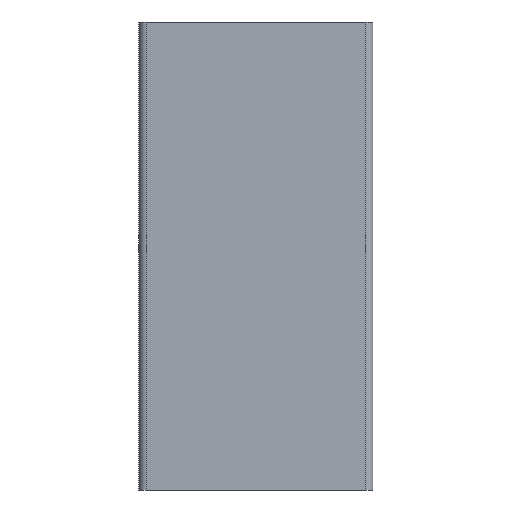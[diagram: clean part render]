
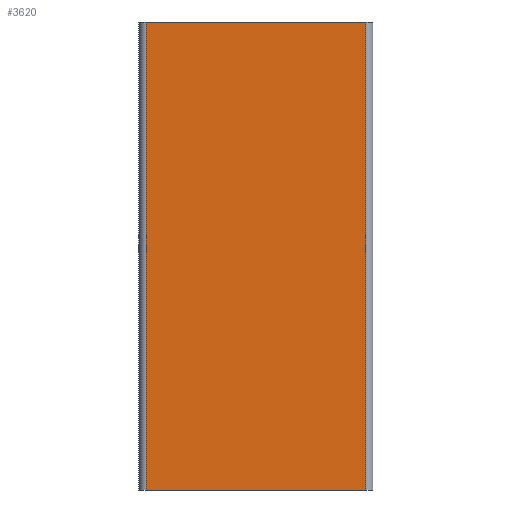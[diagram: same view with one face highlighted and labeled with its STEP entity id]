
A CAD part, left-side view. The second image highlights one B-rep face of the part: STEP entity #3620.
In plain terms, the highlighted planar face has unit normal (-1, 0, 0).
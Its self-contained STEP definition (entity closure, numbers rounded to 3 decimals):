
#410=CARTESIAN_POINT('',(36.,48.4,0.));
#420=VERTEX_POINT('',#410);
#470=CARTESIAN_POINT('',(36.,0.,0.));
#480=DIRECTION('',(0.,1.,0.));
#490=VECTOR('',#480,1.);
#500=LINE('',#470,#490);
#510=CARTESIAN_POINT('',(36.,1.6,0.));
#520=VERTEX_POINT('',#510);
#530=EDGE_CURVE('',#520,#420,#500,.T.);
#2110=CARTESIAN_POINT('',(36.,48.4,100.));
#2120=VERTEX_POINT('',#2110);
#3280=CARTESIAN_POINT('',(36.,1.6,100.));
#3290=VERTEX_POINT('',#3280);
#3320=CARTESIAN_POINT('',(36.,0.,100.));
#3330=DIRECTION('',(0.,1.,0.));
#3340=VECTOR('',#3330,1.);
#3350=LINE('',#3320,#3340);
#3360=EDGE_CURVE('',#3290,#2120,#3350,.T.);
#3410=CARTESIAN_POINT('',(36.,0.,0.));
#3420=DIRECTION('',(-1.,0.,0.));
#3430=DIRECTION('',(0.,1.,0.));
#3440=AXIS2_PLACEMENT_3D('',#3410,#3420,#3430);
#3450=PLANE('',#3440);
#3460=ORIENTED_EDGE('',*,*,#3360,.T.);
#3470=CARTESIAN_POINT('',(36.,1.6,0.));
#3480=DIRECTION('',(0.,0.,1.));
#3490=VECTOR('',#3480,1.);
#3500=LINE('',#3470,#3490);
#3510=EDGE_CURVE('',#520,#3290,#3500,.T.);
#3520=ORIENTED_EDGE('',*,*,#3510,.T.);
#3530=ORIENTED_EDGE('',*,*,#530,.F.);
#3540=CARTESIAN_POINT('',(36.,48.4,0.));
#3550=DIRECTION('',(0.,0.,1.));
#3560=VECTOR('',#3550,1.);
#3570=LINE('',#3540,#3560);
#3580=EDGE_CURVE('',#420,#2120,#3570,.T.);
#3590=ORIENTED_EDGE('',*,*,#3580,.F.);
#3600=EDGE_LOOP('',(#3590,#3530,#3520,#3460));
#3610=FACE_OUTER_BOUND('',#3600,.T.);
#3620=ADVANCED_FACE('',(#3610),#3450,.T.);
